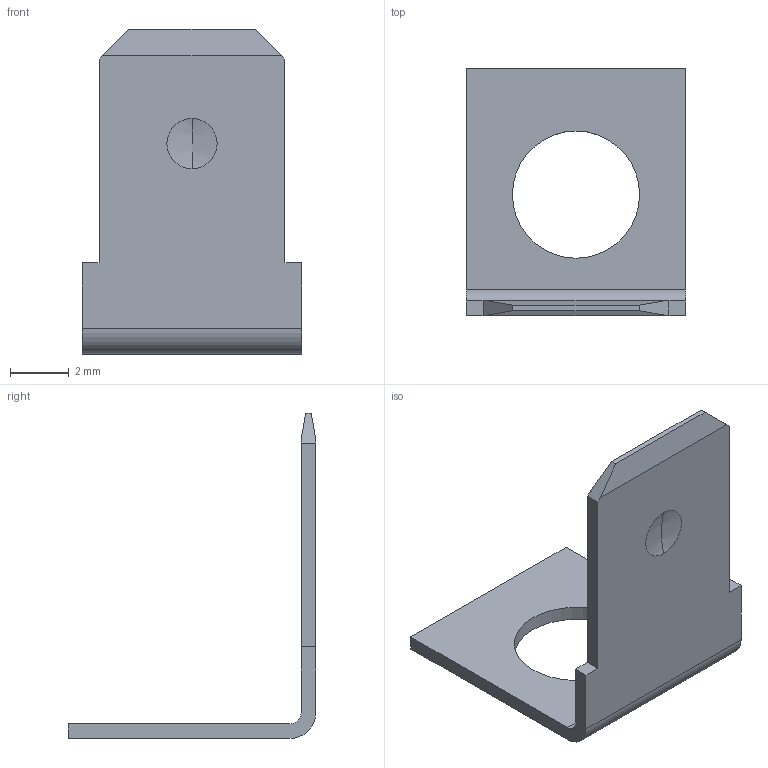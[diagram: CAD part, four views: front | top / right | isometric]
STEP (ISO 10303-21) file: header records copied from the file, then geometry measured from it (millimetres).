
FILE_DESCRIPTION((''),'2;1');
FILE_NAME('C-42214-2','2010-09-20T',('workeradm'),('Tyco Electronics Ltd.'),'PRO/ENGINEER BY PARAMETRIC TECHNOLOGY CORPORATION, 2009300','PRO/ENGINEER BY PARAMETRIC TECHNOLOGY CORPORATION, 2009300','');
FILE_SCHEMA(('AUTOMOTIVE_DESIGN { 1 0 10303 214 1 1 1 1 }'));
Length unit declared in the file: millimetre
Products named in the file (1): C-42214-2
Bounding box: 7.49 x 8.46 x 11.1 mm (x, y, z)
Volume: 57.3 mm3; surface area: 262.7 mm2
Topology: 1 solids, 1 shells, 24 faces, 66 edges, 42 vertices
Faces by surface type: plane 16, cylinder 4, sphere 4
Entity records: 1019 total; most frequent: CARTESIAN_POINT 130, DIRECTION 126, ORIENTED_EDGE 124, COLOUR_RGB 64, EDGE_CURVE 62, VECTOR 46, LINE 46, VERTEX_POINT 42
